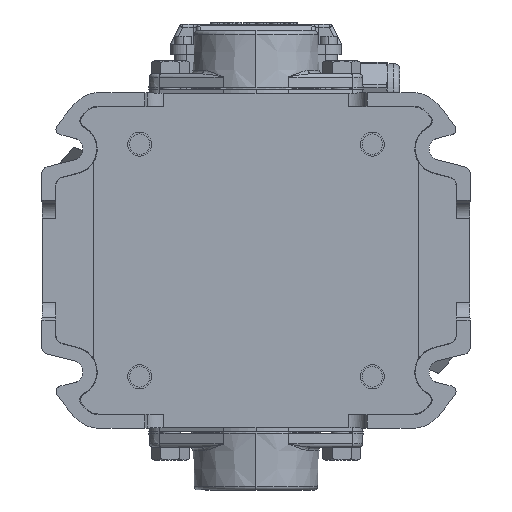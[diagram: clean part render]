
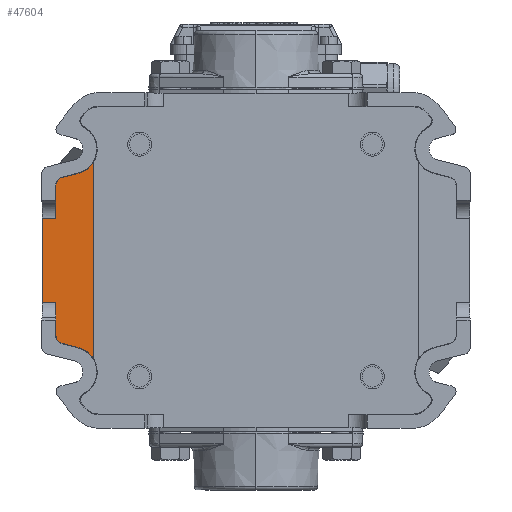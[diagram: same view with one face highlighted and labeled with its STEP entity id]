
A CAD part, front view. The second image highlights one B-rep face of the part: STEP entity #47604.
In plain terms, the highlighted planar face has unit normal (0, -1, 0).
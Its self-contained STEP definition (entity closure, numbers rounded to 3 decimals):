
#2316 = DIRECTION ( 'NONE',  ( 1., 0., 0. ) ) ;
#3317 = CIRCLE ( 'NONE', #58158, 14.709 ) ;
#5463 = LINE ( 'NONE', #59020, #31713 ) ;
#6169 = ORIENTED_EDGE ( 'NONE', *, *, #64723, .F. ) ;
#8514 = ORIENTED_EDGE ( 'NONE', *, *, #53646, .T. ) ;
#9977 =( BOUNDED_CURVE ( )  B_SPLINE_CURVE ( 3, ( #90296, #65853, #24350, #10726 ),
 .UNSPECIFIED., .F., .F. ) 
 B_SPLINE_CURVE_WITH_KNOTS ( ( 4, 4 ),
 ( 2.479, 3.805 ),
 .UNSPECIFIED. ) 
 CURVE ( )  GEOMETRIC_REPRESENTATION_ITEM ( )  RATIONAL_B_SPLINE_CURVE ( ( 1., 0.859, 0.859, 1. ) ) 
 REPRESENTATION_ITEM ( '' )  );
#10353 = EDGE_CURVE ( 'NONE', #79734, #25513, #3317, .T. ) ;
#10726 = CARTESIAN_POINT ( 'NONE',  ( 48.469, 8., -113.001 ) ) ;
#12336 = EDGE_CURVE ( 'NONE', #41928, #82238, #96842, .T. ) ;
#16870 = EDGE_CURVE ( 'NONE', #93457, #86562, #83594, .T. ) ;
#17032 = VERTEX_POINT ( 'NONE', #72048 ) ;
#17526 = EDGE_CURVE ( 'NONE', #25513, #73767, #58396, .T. ) ;
#20843 = DIRECTION ( 'NONE',  ( 1., 0., 0. ) ) ;
#21650 = CARTESIAN_POINT ( 'NONE',  ( 0., 8., -124.791 ) ) ;
#22576 = VERTEX_POINT ( 'NONE', #58078 ) ;
#24133 = VECTOR ( 'NONE', #20843, 1000. ) ;
#24350 = CARTESIAN_POINT ( 'NONE',  ( 47.891, 8., -115.32 ) ) ;
#25513 = VERTEX_POINT ( 'NONE', #86819 ) ;
#27511 = ORIENTED_EDGE ( 'NONE', *, *, #100938, .T. ) ;
#29562 = AXIS2_PLACEMENT_3D ( 'NONE', #86813, #47213, #56606 ) ;
#29590 = VECTOR ( 'NONE', #33579, 1000. ) ;
#29946 = VERTEX_POINT ( 'NONE', #43848 ) ;
#29966 = CARTESIAN_POINT ( 'NONE',  ( -24.608, 8., -124.791 ) ) ;
#31319 = VECTOR ( 'NONE', #96915, 1000. ) ;
#31713 = VECTOR ( 'NONE', #82437, 1000. ) ;
#31804 = EDGE_CURVE ( 'NONE', #22576, #41928, #59792, .T. ) ;
#32901 = CARTESIAN_POINT ( 'NONE',  ( 50.727, 8., -103.941 ) ) ;
#33553 = EDGE_LOOP ( 'NONE', ( #56980, #98033, #8514, #43773, #44482, #76877, #27511, #44909, #85229, #50946, #6169, #85564 ) ) ;
#33579 = DIRECTION ( 'NONE',  ( 1., 0., 0. ) ) ;
#35679 = CARTESIAN_POINT ( 'NONE',  ( -47.891, 8., -115.32 ) ) ;
#36026 = EDGE_CURVE ( 'NONE', #78205, #86562, #5463, .T. ) ;
#38051 = EDGE_CURVE ( 'NONE', #17032, #73767, #9977, .T. ) ;
#38455 = CARTESIAN_POINT ( 'NONE',  ( 48.469, 8., -113.001 ) ) ;
#39116 = CARTESIAN_POINT ( 'NONE',  ( -48.469, 8., -113.001 ) ) ;
#39340 = PLANE ( 'NONE',  #59886 ) ;
#41928 = VERTEX_POINT ( 'NONE', #39116 ) ;
#42596 = DIRECTION ( 'NONE',  ( 0.242, 0., -0.97 ) ) ;
#42894 = LINE ( 'NONE', #74637, #29590 ) ;
#43773 = ORIENTED_EDGE ( 'NONE', *, *, #36026, .T. ) ;
#43848 = CARTESIAN_POINT ( 'NONE',  ( 24.608, 8., -116.791 ) ) ;
#44482 = ORIENTED_EDGE ( 'NONE', *, *, #16870, .F. ) ;
#44909 = ORIENTED_EDGE ( 'NONE', *, *, #38051, .T. ) ;
#46057 = CARTESIAN_POINT ( 'NONE',  ( -24.608, 8., -116.791 ) ) ;
#47213 = DIRECTION ( 'NONE',  ( 0., 1., 0. ) ) ;
#47604 = ADVANCED_FACE ( 'NONE', ( #94013 ), #39340, .F. ) ;
#50946 = ORIENTED_EDGE ( 'NONE', *, *, #10353, .F. ) ;
#53646 = EDGE_CURVE ( 'NONE', #82238, #78205, #97991, .T. ) ;
#56258 = DIRECTION ( 'NONE',  ( 0., -1., 0. ) ) ;
#56606 = DIRECTION ( 'NONE',  ( 0., 0., 1. ) ) ;
#56980 = ORIENTED_EDGE ( 'NONE', *, *, #31804, .T. ) ;
#58078 = CARTESIAN_POINT ( 'NONE',  ( -50.727, 8., -103.941 ) ) ;
#58158 = AXIS2_PLACEMENT_3D ( 'NONE', #88040, #56258, #87504 ) ;
#58396 = LINE ( 'NONE', #32901, #31319 ) ;
#59020 = CARTESIAN_POINT ( 'NONE',  ( -24.608, 8., 0. ) ) ;
#59255 = CARTESIAN_POINT ( 'NONE',  ( -50.727, 8., -103.941 ) ) ;
#59792 = LINE ( 'NONE', #59255, #90314 ) ;
#59802 = DIRECTION ( 'NONE',  ( 0., 0., 1. ) ) ;
#59886 = AXIS2_PLACEMENT_3D ( 'NONE', #71079, #69054, #102826 ) ;
#64723 = EDGE_CURVE ( 'NONE', #88734, #79734, #67174, .T. ) ;
#65744 = CARTESIAN_POINT ( 'NONE',  ( -47.687, 8., -116.791 ) ) ;
#65853 = CARTESIAN_POINT ( 'NONE',  ( 46.008, 8., -116.791 ) ) ;
#67174 = LINE ( 'NONE', #97895, #24133 ) ;
#67441 = CARTESIAN_POINT ( 'NONE',  ( -43.619, 8., -116.791 ) ) ;
#69054 = DIRECTION ( 'NONE',  ( 0., 1., 0. ) ) ;
#71079 = CARTESIAN_POINT ( 'NONE',  ( 0., 8., 0. ) ) ;
#72048 = CARTESIAN_POINT ( 'NONE',  ( 43.619, 8., -116.791 ) ) ;
#73767 = VERTEX_POINT ( 'NONE', #38455 ) ;
#73861 = VECTOR ( 'NONE', #2316, 1000. ) ;
#74334 = LINE ( 'NONE', #82689, #91020 ) ;
#74637 = CARTESIAN_POINT ( 'NONE',  ( -47.687, 8., -116.791 ) ) ;
#74713 = CARTESIAN_POINT ( 'NONE',  ( -46.008, 8., -116.791 ) ) ;
#75222 = CARTESIAN_POINT ( 'NONE',  ( -48.469, 8., -113.001 ) ) ;
#75686 = CARTESIAN_POINT ( 'NONE',  ( -57.246, 8., -95. ) ) ;
#76877 = ORIENTED_EDGE ( 'NONE', *, *, #85961, .T. ) ;
#77802 = DIRECTION ( 'NONE',  ( -1., 0., 0. ) ) ;
#78205 = VERTEX_POINT ( 'NONE', #46057 ) ;
#79734 = VERTEX_POINT ( 'NONE', #80051 ) ;
#80051 = CARTESIAN_POINT ( 'NONE',  ( 57.246, 8., -95. ) ) ;
#82238 = VERTEX_POINT ( 'NONE', #101774 ) ;
#82437 = DIRECTION ( 'NONE',  ( 0., 0., -1. ) ) ;
#82689 = CARTESIAN_POINT ( 'NONE',  ( 24.608, 8., -116.791 ) ) ;
#83594 = LINE ( 'NONE', #21650, #102612 ) ;
#84742 = CARTESIAN_POINT ( 'NONE',  ( 24.608, 8., -124.791 ) ) ;
#85229 = ORIENTED_EDGE ( 'NONE', *, *, #17526, .F. ) ;
#85564 = ORIENTED_EDGE ( 'NONE', *, *, #86359, .T. ) ;
#85961 = EDGE_CURVE ( 'NONE', #93457, #29946, #74334, .T. ) ;
#86052 = CIRCLE ( 'NONE', #29562, 14.709 ) ;
#86359 = EDGE_CURVE ( 'NONE', #88734, #22576, #86052, .T. ) ;
#86562 = VERTEX_POINT ( 'NONE', #29966 ) ;
#86813 = CARTESIAN_POINT ( 'NONE',  ( -65., 8., -107.5 ) ) ;
#86819 = CARTESIAN_POINT ( 'NONE',  ( 50.727, 8., -103.941 ) ) ;
#87504 = DIRECTION ( 'NONE',  ( 0., 0., 1. ) ) ;
#88040 = CARTESIAN_POINT ( 'NONE',  ( 65., 8., -107.5 ) ) ;
#88734 = VERTEX_POINT ( 'NONE', #75686 ) ;
#90296 = CARTESIAN_POINT ( 'NONE',  ( 43.619, 8., -116.791 ) ) ;
#90314 = VECTOR ( 'NONE', #42596, 1000. ) ;
#91020 = VECTOR ( 'NONE', #59802, 1000. ) ;
#93457 = VERTEX_POINT ( 'NONE', #84742 ) ;
#94013 = FACE_OUTER_BOUND ( 'NONE', #33553, .T. ) ;
#96842 =( BOUNDED_CURVE ( )  B_SPLINE_CURVE ( 3, ( #75222, #35679, #74713, #67441 ),
 .UNSPECIFIED., .F., .F. ) 
 B_SPLINE_CURVE_WITH_KNOTS ( ( 4, 4 ),
 ( 2.479, 3.805 ),
 .UNSPECIFIED. ) 
 CURVE ( )  GEOMETRIC_REPRESENTATION_ITEM ( )  RATIONAL_B_SPLINE_CURVE ( ( 1., 0.859, 0.859, 1. ) ) 
 REPRESENTATION_ITEM ( '' )  );
#96915 = DIRECTION ( 'NONE',  ( -0.242, 0., -0.97 ) ) ;
#97895 = CARTESIAN_POINT ( 'NONE',  ( -58.463, 8., -95. ) ) ;
#97991 = LINE ( 'NONE', #65744, #73861 ) ;
#98033 = ORIENTED_EDGE ( 'NONE', *, *, #12336, .T. ) ;
#100938 = EDGE_CURVE ( 'NONE', #29946, #17032, #42894, .T. ) ;
#101774 = CARTESIAN_POINT ( 'NONE',  ( -43.619, 8., -116.791 ) ) ;
#102612 = VECTOR ( 'NONE', #77802, 1000. ) ;
#102826 = DIRECTION ( 'NONE',  ( 0., 0., 1. ) ) ;
